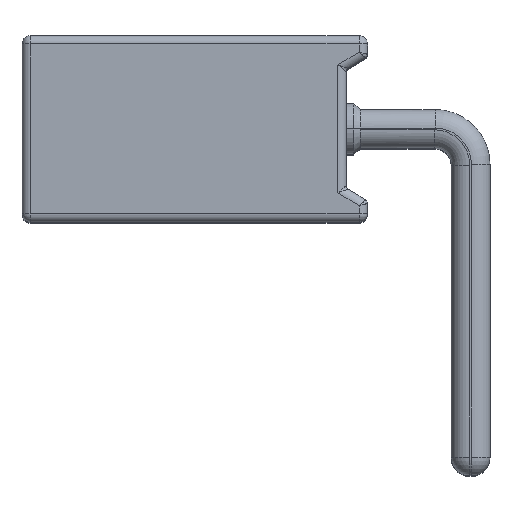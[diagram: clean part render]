
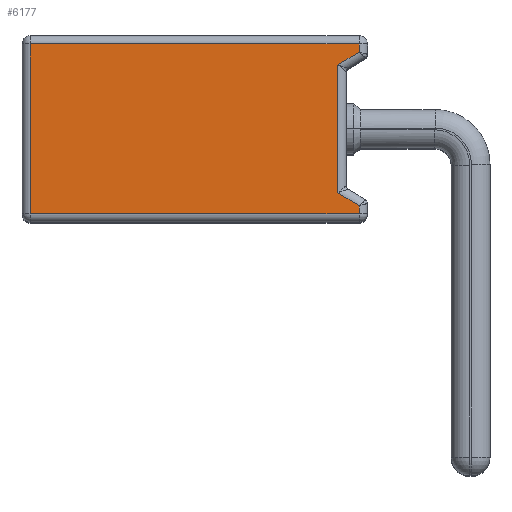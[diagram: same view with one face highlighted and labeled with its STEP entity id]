
A CAD part, top view. The second image highlights one B-rep face of the part: STEP entity #6177.
In plain terms, the highlighted planar face has unit normal (0, 0, 1).
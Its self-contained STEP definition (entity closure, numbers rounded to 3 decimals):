
#16 = LINE ( 'NONE', #4488, #3947 ) ;
#107 = CARTESIAN_POINT ( 'NONE',  ( -1.945, 1.005, 0.825 ) ) ;
#120 = VECTOR ( 'NONE', #5216, 1000. ) ;
#189 = VERTEX_POINT ( 'NONE', #351 ) ;
#351 = CARTESIAN_POINT ( 'NONE',  ( 1.695, -0.756, 0.825 ) ) ;
#361 = PLANE ( 'NONE',  #5767 ) ;
#383 = VERTEX_POINT ( 'NONE', #4654 ) ;
#388 = CARTESIAN_POINT ( 'NONE',  ( 0., 0., 0.825 ) ) ;
#583 = LINE ( 'NONE', #4125, #5945 ) ;
#587 = ORIENTED_EDGE ( 'NONE', *, *, #4724, .T. ) ;
#720 = EDGE_CURVE ( 'NONE', #189, #2748, #6542, .T. ) ;
#723 = DIRECTION ( 'NONE',  ( 0.85, 0.527, 0. ) ) ;
#893 = DIRECTION ( 'NONE',  ( -1., 0., 0. ) ) ;
#899 = CARTESIAN_POINT ( 'NONE',  ( 1.945, 0.911, 0.825 ) ) ;
#978 = VECTOR ( 'NONE', #3264, 1000. ) ;
#1046 = CARTESIAN_POINT ( 'NONE',  ( 1.945, 0., 0.825 ) ) ;
#1185 = CARTESIAN_POINT ( 'NONE',  ( 1.695, 0.756, 0.825 ) ) ;
#1412 = EDGE_CURVE ( 'NONE', #6412, #3342, #16, .T. ) ;
#1488 = LINE ( 'NONE', #1046, #120 ) ;
#1515 = CARTESIAN_POINT ( 'NONE',  ( 1.945, 1.005, 0.825 ) ) ;
#1969 = ORIENTED_EDGE ( 'NONE', *, *, #720, .T. ) ;
#2064 = ORIENTED_EDGE ( 'NONE', *, *, #1412, .T. ) ;
#2116 = ORIENTED_EDGE ( 'NONE', *, *, #5246, .T. ) ;
#2278 = DIRECTION ( 'NONE',  ( -0.85, 0.527, 0. ) ) ;
#2283 = VERTEX_POINT ( 'NONE', #899 ) ;
#2431 = VECTOR ( 'NONE', #723, 1000. ) ;
#2588 = DIRECTION ( 'NONE',  ( -1., 0., 0. ) ) ;
#2650 = EDGE_CURVE ( 'NONE', #3342, #383, #1488, .T. ) ;
#2732 = CARTESIAN_POINT ( 'NONE',  ( -1.945, 0., 0.825 ) ) ;
#2748 = VERTEX_POINT ( 'NONE', #1185 ) ;
#3183 = ORIENTED_EDGE ( 'NONE', *, *, #2650, .T. ) ;
#3257 = CARTESIAN_POINT ( 'NONE',  ( 0.132, -0.213, 0.825 ) ) ;
#3264 = DIRECTION ( 'NONE',  ( 0., 1., 0. ) ) ;
#3342 = VERTEX_POINT ( 'NONE', #6439 ) ;
#3698 = CARTESIAN_POINT ( 'NONE',  ( -1.945, -1.005, 0.825 ) ) ;
#3724 = VECTOR ( 'NONE', #5574, 1000. ) ;
#3773 = VECTOR ( 'NONE', #6415, 1000. ) ;
#3947 = VECTOR ( 'NONE', #5082, 1000. ) ;
#3979 = DIRECTION ( 'NONE',  ( 0., 0., -1. ) ) ;
#3980 = LINE ( 'NONE', #3257, #2431 ) ;
#4092 = VERTEX_POINT ( 'NONE', #1515 ) ;
#4125 = CARTESIAN_POINT ( 'NONE',  ( 0., 1.005, 0.825 ) ) ;
#4488 = CARTESIAN_POINT ( 'NONE',  ( 0., -1.005, 0.825 ) ) ;
#4529 = EDGE_CURVE ( 'NONE', #6403, #6412, #5192, .T. ) ;
#4654 = CARTESIAN_POINT ( 'NONE',  ( 1.945, -0.911, 0.825 ) ) ;
#4721 = LINE ( 'NONE', #4840, #6136 ) ;
#4724 = EDGE_CURVE ( 'NONE', #2748, #2283, #3980, .T. ) ;
#4821 = EDGE_LOOP ( 'NONE', ( #1969, #587, #6250, #5990, #5963, #2064, #3183, #2116 ) ) ;
#4840 = CARTESIAN_POINT ( 'NONE',  ( 0.132, 0.213, 0.825 ) ) ;
#5082 = DIRECTION ( 'NONE',  ( 1., 0., 0. ) ) ;
#5134 = LINE ( 'NONE', #6433, #978 ) ;
#5192 = LINE ( 'NONE', #2732, #3773 ) ;
#5201 = FACE_OUTER_BOUND ( 'NONE', #4821, .T. ) ;
#5216 = DIRECTION ( 'NONE',  ( 0., 1., 0. ) ) ;
#5246 = EDGE_CURVE ( 'NONE', #383, #189, #4721, .T. ) ;
#5477 = EDGE_CURVE ( 'NONE', #2283, #4092, #5134, .T. ) ;
#5574 = DIRECTION ( 'NONE',  ( 0., 1., 0. ) ) ;
#5767 = AXIS2_PLACEMENT_3D ( 'NONE', #388, #3979, #893 ) ;
#5945 = VECTOR ( 'NONE', #2588, 1000. ) ;
#5960 = EDGE_CURVE ( 'NONE', #4092, #6403, #583, .T. ) ;
#5963 = ORIENTED_EDGE ( 'NONE', *, *, #4529, .T. ) ;
#5990 = ORIENTED_EDGE ( 'NONE', *, *, #5960, .T. ) ;
#6108 = CARTESIAN_POINT ( 'NONE',  ( 1.695, 0., 0.825 ) ) ;
#6136 = VECTOR ( 'NONE', #2278, 1000. ) ;
#6177 = ADVANCED_FACE ( 'NONE', ( #5201 ), #361, .F. ) ;
#6250 = ORIENTED_EDGE ( 'NONE', *, *, #5477, .T. ) ;
#6403 = VERTEX_POINT ( 'NONE', #107 ) ;
#6412 = VERTEX_POINT ( 'NONE', #3698 ) ;
#6415 = DIRECTION ( 'NONE',  ( 0., -1., 0. ) ) ;
#6433 = CARTESIAN_POINT ( 'NONE',  ( 1.945, 0., 0.825 ) ) ;
#6439 = CARTESIAN_POINT ( 'NONE',  ( 1.945, -1.005, 0.825 ) ) ;
#6542 = LINE ( 'NONE', #6108, #3724 ) ;
